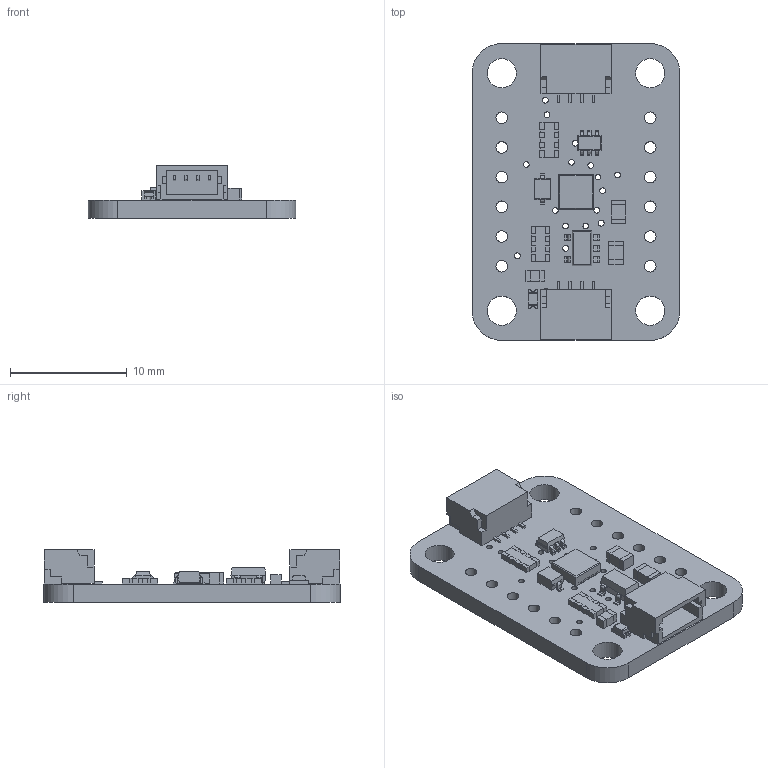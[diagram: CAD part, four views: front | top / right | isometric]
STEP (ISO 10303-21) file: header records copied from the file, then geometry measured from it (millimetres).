
FILE_DESCRIPTION(/* description */ (''),/* implementation_level */ '2;1');
FILE_NAME(/* name */ '2809 LIS3DH.step',/* time_stamp */ '2023-06-27T08:52:27-04:00',/* author */ (''),/* organization */ (''),/* preprocessor_version */ 'ST-DEVELOPER v19.2',/* originating_system */ 'Autodesk Translation Framework v12.6.0.85',/* authorisation */ '');
FILE_SCHEMA (('AUTOMOTIVE_DESIGN { 1 0 10303 214 3 1 1 }'));
Length unit declared in the file: millimetre
Products named in the file (11): PCB Component; Board; 10uF; AP2112K-3.3; 0.1uF; 10K; BSS138; STEMMA_I2C_QT; GREEN; LIS3DHTR; 1N4148
Assembly tree (13 placements, depth 2):
  PCB Component
    Board
    10uF  x2
    AP2112K-3.3
    0.1uF
    10K  x2
    BSS138
    STEMMA_I2C_QT  x2
    GREEN
    LIS3DHTR
    1N4148
Bounding box: 17.78 x 25.4 x 4.53 mm (x, y, z)
Volume: 767.7 mm3; surface area: 1604.5 mm2
Topology: 25 solids, 25 shells, 836 faces, 2250 edges, 1474 vertices
Faces by surface type: plane 718, cylinder 114, bspline 4
Full cylindrical faces by diameter (mm): 0.483 x9, 0.5 x13, 1 x12, 2.5 x4
Entity records: 21794 total; most frequent: CARTESIAN_POINT 3721, ORIENTED_EDGE 3580, DIRECTION 3408, EDGE_CURVE 1790, LINE 1554, VECTOR 1554, VERTEX_POINT 1168, AXIS2_PLACEMENT_3D 927
